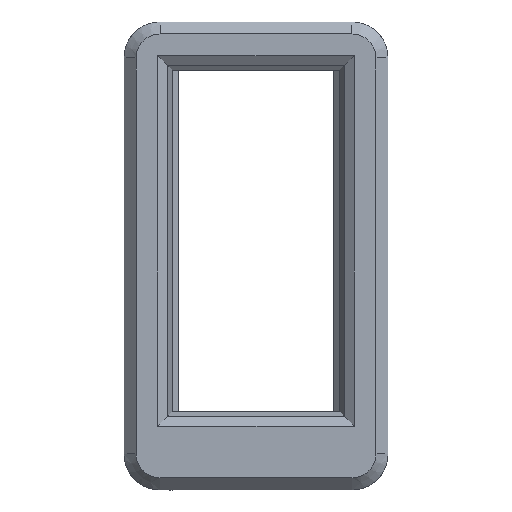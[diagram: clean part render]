
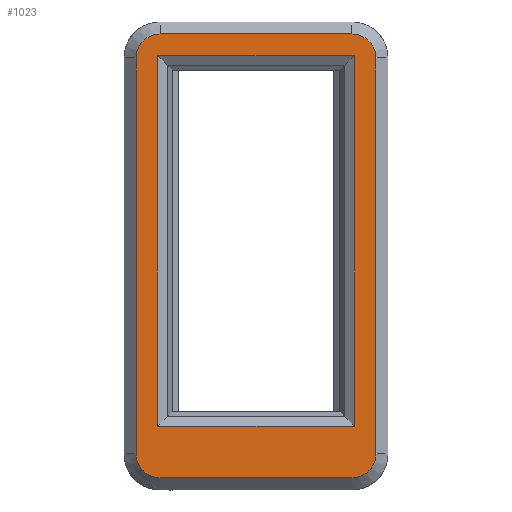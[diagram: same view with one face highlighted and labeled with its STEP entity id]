
A CAD part, top view. The second image highlights one B-rep face of the part: STEP entity #1023.
In plain terms, the highlighted planar face has unit normal (0, 0, 1).
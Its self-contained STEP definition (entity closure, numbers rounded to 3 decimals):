
#23=FACE_BOUND('',#130,.T.);
#28=CIRCLE('',#1109,2.);
#29=CIRCLE('',#1110,2.);
#30=CIRCLE('',#1111,2.);
#31=CIRCLE('',#1112,2.);
#71=FACE_OUTER_BOUND('',#129,.T.);
#129=EDGE_LOOP('',(#774,#775,#776,#777,#778,#779,#780,#781));
#130=EDGE_LOOP('',(#782,#783,#784,#785));
#230=LINE('',#1603,#357);
#232=LINE('',#1607,#359);
#236=LINE('',#1615,#363);
#239=LINE('',#1619,#366);
#244=LINE('',#1631,#371);
#245=LINE('',#1635,#372);
#246=LINE('',#1639,#373);
#247=LINE('',#1642,#374);
#357=VECTOR('',#1281,10.);
#359=VECTOR('',#1285,10.);
#363=VECTOR('',#1291,10.);
#366=VECTOR('',#1296,10.);
#371=VECTOR('',#1309,10.);
#372=VECTOR('',#1312,10.);
#373=VECTOR('',#1315,10.);
#374=VECTOR('',#1318,10.);
#482=VERTEX_POINT('',#1600);
#483=VERTEX_POINT('',#1602);
#484=VERTEX_POINT('',#1606);
#487=VERTEX_POINT('',#1614);
#488=VERTEX_POINT('',#1627);
#489=VERTEX_POINT('',#1628);
#490=VERTEX_POINT('',#1630);
#491=VERTEX_POINT('',#1632);
#492=VERTEX_POINT('',#1634);
#493=VERTEX_POINT('',#1636);
#494=VERTEX_POINT('',#1638);
#495=VERTEX_POINT('',#1640);
#586=EDGE_CURVE('',#482,#483,#230,.T.);
#588=EDGE_CURVE('',#484,#482,#232,.T.);
#592=EDGE_CURVE('',#483,#487,#236,.T.);
#595=EDGE_CURVE('',#487,#484,#239,.T.);
#600=EDGE_CURVE('',#488,#489,#28,.T.);
#601=EDGE_CURVE('',#490,#488,#244,.T.);
#602=EDGE_CURVE('',#491,#490,#29,.T.);
#603=EDGE_CURVE('',#492,#491,#245,.T.);
#604=EDGE_CURVE('',#493,#492,#30,.T.);
#605=EDGE_CURVE('',#494,#493,#246,.T.);
#606=EDGE_CURVE('',#495,#494,#31,.T.);
#607=EDGE_CURVE('',#489,#495,#247,.T.);
#774=ORIENTED_EDGE('',*,*,#600,.F.);
#775=ORIENTED_EDGE('',*,*,#601,.F.);
#776=ORIENTED_EDGE('',*,*,#602,.F.);
#777=ORIENTED_EDGE('',*,*,#603,.F.);
#778=ORIENTED_EDGE('',*,*,#604,.F.);
#779=ORIENTED_EDGE('',*,*,#605,.F.);
#780=ORIENTED_EDGE('',*,*,#606,.F.);
#781=ORIENTED_EDGE('',*,*,#607,.F.);
#782=ORIENTED_EDGE('',*,*,#586,.F.);
#783=ORIENTED_EDGE('',*,*,#588,.F.);
#784=ORIENTED_EDGE('',*,*,#595,.F.);
#785=ORIENTED_EDGE('',*,*,#592,.F.);
#971=PLANE('',#1108);
#1023=ADVANCED_FACE('',(#71,#23),#971,.T.);
#1108=AXIS2_PLACEMENT_3D('',#1626,#1305,#1306);
#1109=AXIS2_PLACEMENT_3D('',#1629,#1307,#1308);
#1110=AXIS2_PLACEMENT_3D('',#1633,#1310,#1311);
#1111=AXIS2_PLACEMENT_3D('',#1637,#1313,#1314);
#1112=AXIS2_PLACEMENT_3D('',#1641,#1316,#1317);
#1281=DIRECTION('',(0.,1.,0.));
#1285=DIRECTION('',(1.,0.,0.));
#1291=DIRECTION('',(-1.,0.,0.));
#1296=DIRECTION('',(0.,-1.,0.));
#1305=DIRECTION('center_axis',(0.,0.,1.));
#1306=DIRECTION('ref_axis',(1.,0.,0.));
#1307=DIRECTION('center_axis',(0.,0.,-1.));
#1308=DIRECTION('ref_axis',(0.707,0.707,0.));
#1309=DIRECTION('',(1.,0.,0.));
#1310=DIRECTION('center_axis',(0.,0.,-1.));
#1311=DIRECTION('ref_axis',(-0.707,0.707,0.));
#1312=DIRECTION('',(0.,1.,0.));
#1313=DIRECTION('center_axis',(0.,0.,-1.));
#1314=DIRECTION('ref_axis',(-0.707,-0.707,0.));
#1315=DIRECTION('',(-1.,0.,0.));
#1316=DIRECTION('center_axis',(0.,0.,-1.));
#1317=DIRECTION('ref_axis',(0.707,-0.707,0.));
#1318=DIRECTION('',(0.,-1.,0.));
#1600=CARTESIAN_POINT('',(15.2,1.8,4.));
#1602=CARTESIAN_POINT('',(15.2,32.7,4.));
#1603=CARTESIAN_POINT('',(15.2,22.375,4.));
#1606=CARTESIAN_POINT('',(-1.2,1.8,4.));
#1607=CARTESIAN_POINT('',(8.75,1.8,4.));
#1614=CARTESIAN_POINT('',(-1.2,32.7,4.));
#1615=CARTESIAN_POINT('',(5.25,32.7,4.));
#1619=CARTESIAN_POINT('',(-1.2,14.625,4.));
#1626=CARTESIAN_POINT('Origin',(7.,18.5,4.));
#1627=CARTESIAN_POINT('',(15.,37.,4.));
#1628=CARTESIAN_POINT('',(17.,35.,4.));
#1629=CARTESIAN_POINT('Origin',(15.,35.,4.));
#1630=CARTESIAN_POINT('',(-1.,37.,4.));
#1631=CARTESIAN_POINT('',(12.5,37.,4.));
#1632=CARTESIAN_POINT('',(-3.,35.,4.));
#1633=CARTESIAN_POINT('Origin',(-1.,35.,4.));
#1634=CARTESIAN_POINT('',(-3.,2.,4.));
#1635=CARTESIAN_POINT('',(-3.,28.25,4.));
#1636=CARTESIAN_POINT('',(-1.,0.,4.));
#1637=CARTESIAN_POINT('Origin',(-1.,2.,4.));
#1638=CARTESIAN_POINT('',(15.,0.,4.));
#1639=CARTESIAN_POINT('',(1.5,0.,4.));
#1640=CARTESIAN_POINT('',(17.,2.,4.));
#1641=CARTESIAN_POINT('Origin',(15.,2.,4.));
#1642=CARTESIAN_POINT('',(17.,8.75,4.));
